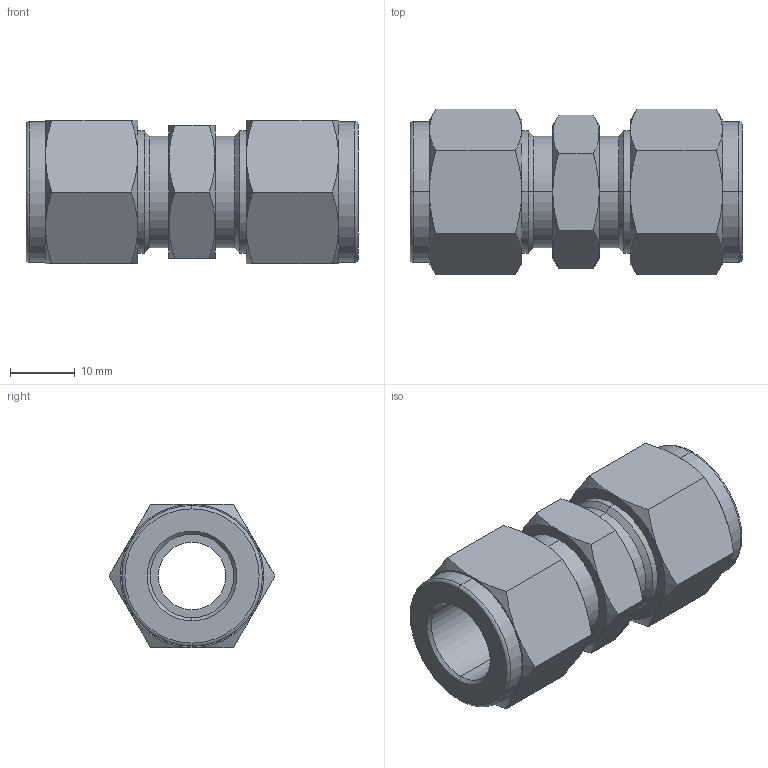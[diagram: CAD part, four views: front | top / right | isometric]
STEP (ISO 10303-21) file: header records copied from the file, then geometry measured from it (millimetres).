
FILE_DESCRIPTION(('STEP AP203'),'1');
FILE_NAME('su-8.stp','2022-11-17T18:34:31',('TraceParts'),('TraceParts S.A.'),'Spatial InterOp 3D',' ',' ');
FILE_SCHEMA(('CONFIG_CONTROL_DESIGN'));
Length unit declared in the file: millimetre
Products named in the file (1): 1
Bounding box: 51.41 x 25.66 x 22.22 mm (x, y, z)
Volume: 12963.7 mm3; surface area: 6818.2 mm2
Topology: 1 solids, 1 shells, 70 faces, 164 edges, 104 vertices
Faces by surface type: plane 28, cone 20, cylinder 18, torus 4
Entity records: 2360 total; most frequent: CARTESIAN_POINT 747, ORIENTED_EDGE 328, DIRECTION 318, EDGE_CURVE 164, AXIS2_PLACEMENT_3D 131, VERTEX_POINT 104, EDGE_LOOP 80, ADVANCED_FACE 70
